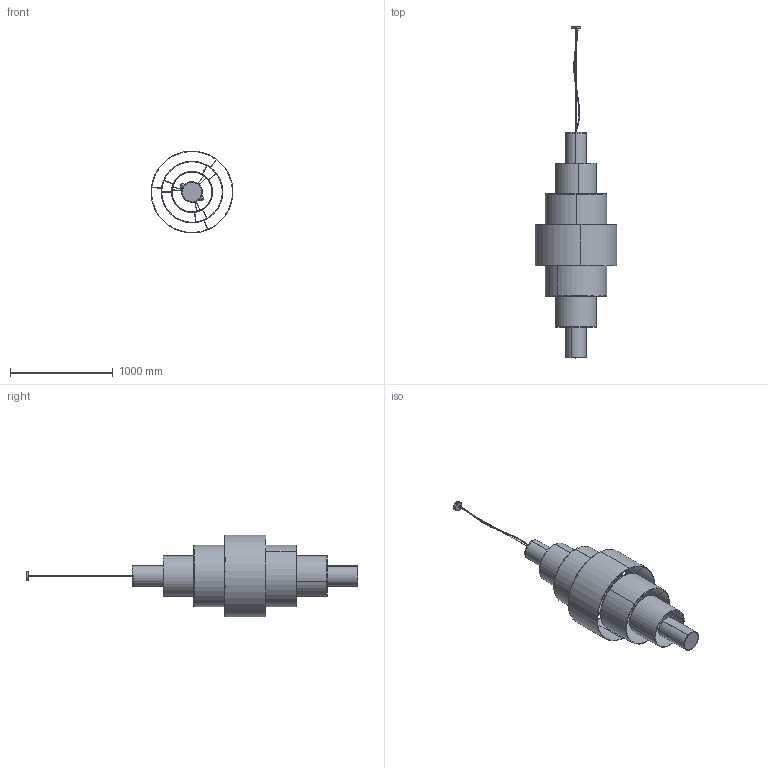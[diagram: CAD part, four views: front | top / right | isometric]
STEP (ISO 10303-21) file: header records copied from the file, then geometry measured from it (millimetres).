
FILE_DESCRIPTION (( 'STEP AP214' ), '1' );
FILE_NAME ('Croissant FLY SC080220.STEP', '2022-11-03T11:07:58', ( '' ), ( '' ), 'SwSTEP 2.0', 'SolidWorks 2018', '' );
FILE_SCHEMA (( 'AUTOMOTIVE_DESIGN' ));
Length unit declared in the file: millimetre
Products named in the file (18): E27 pirn väike; Roseti klamber; FLY SC080220 kuppel D800; Croissant FLY SC080220; socket button head screw_iso_ISO 7380 - M6 x 12 - 12N; Traadilukk; Rosett_longer; Pleks alumisse kuplisse; Swivel joint 1; Swivel joint 2; FLY kuppel D200; FLY SC080220 kuppel D600; E27 sokkel; Pleks ülemisse kuplisse; Soklikoostu; FLY SC080220 kuppel D400; Juhtmelukk; Swivel joint_90deg
Assembly tree (30 placements, depth 3):
  Croissant FLY SC080220
    Rosett_longer
    FLY kuppel D200  x2
    Pleks ülemisse kuplisse
    Traadilukk
    FLY SC080220 kuppel D400  x2
    Pleks alumisse kuplisse
    Soklikoostu
    Juhtmelukk
    E27 pirn väike  x4
    E27 sokkel  x4
    Swivel joint_90deg  x4
      Swivel joint 1
      Swivel joint 2
    Roseti klamber
    socket button head screw_iso_ISO 7380 - M6 x 12 - 12N  x2
    FLY SC080220 kuppel D600  x2
    FLY SC080220 kuppel D800
Bounding box: 798.87 x 3237.59 x 798.87 mm (x, y, z)
Volume: 3202706.7 mm3; surface area: 8167813.5 mm2
Topology: 70 solids, 70 shells, 685 faces, 1530 edges, 926 vertices
Faces by surface type: cylinder 245, plane 204, torus 152, cone 44, sphere 36, bspline 4
Entity records: 17738 total; most frequent: CARTESIAN_POINT 7847, DIRECTION 2056, ORIENTED_EDGE 1666, AXIS2_PLACEMENT_3D 886, EDGE_CURVE 833, VERTEX_POINT 503, CIRCLE 470, EDGE_LOOP 418
